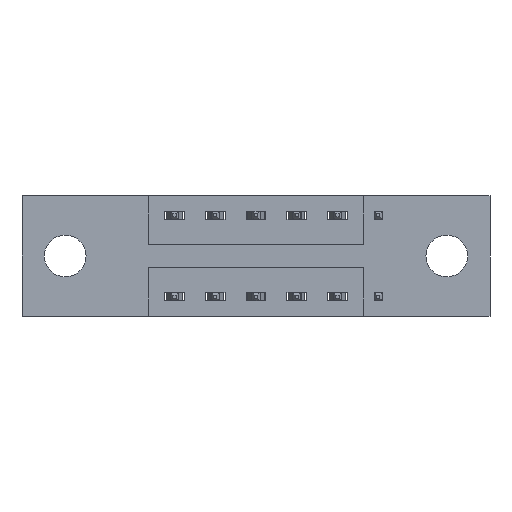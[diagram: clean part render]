
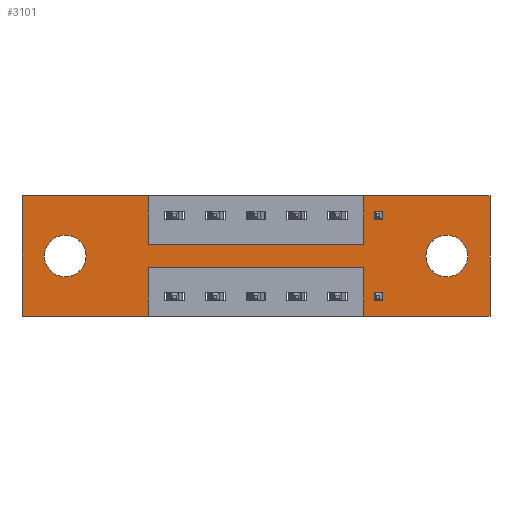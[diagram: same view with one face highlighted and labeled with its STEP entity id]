
A CAD part, front view. The second image highlights one B-rep face of the part: STEP entity #3101.
In plain terms, the highlighted planar face has unit normal (0, -1, 0).
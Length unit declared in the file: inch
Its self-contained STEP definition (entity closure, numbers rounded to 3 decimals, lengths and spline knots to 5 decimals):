
#122 = CARTESIAN_POINT ( 'NONE',  ( 0.3875, 0., -0.15 ) ) ;
#143 = VERTEX_POINT ( 'NONE', #122 ) ;
#215 = CARTESIAN_POINT ( 'NONE',  ( 1.0475, 0., -0.15 ) ) ;
#265 = DIRECTION ( 'NONE',  ( 0., 0., 1. ) ) ;
#280 = ORIENTED_EDGE ( 'NONE', *, *, #6776, .T. ) ;
#372 = VECTOR ( 'NONE', #3378, 39.37008 ) ;
#612 = ORIENTED_EDGE ( 'NONE', *, *, #6689, .F. ) ;
#657 = AXIS2_PLACEMENT_3D ( 'NONE', #4400, #2567, #5829 ) ;
#681 = VECTOR ( 'NONE', #6570, 39.37008 ) ;
#691 = ORIENTED_EDGE ( 'NONE', *, *, #1788, .F. ) ;
#778 = CARTESIAN_POINT ( 'NONE',  ( 0., 0., -0.37 ) ) ;
#828 = ORIENTED_EDGE ( 'NONE', *, *, #6058, .T. ) ;
#865 = LINE ( 'NONE', #4656, #1772 ) ;
#866 = CARTESIAN_POINT ( 'NONE',  ( 1.0475, 0., -0.37 ) ) ;
#896 = EDGE_CURVE ( 'NONE', #3352, #4433, #4774, .T. ) ;
#1012 = VERTEX_POINT ( 'NONE', #5045 ) ;
#1054 = EDGE_CURVE ( 'NONE', #2327, #2744, #1181, .T. ) ;
#1083 = AXIS2_PLACEMENT_3D ( 'NONE', #7763, #2091, #2180 ) ;
#1088 = CARTESIAN_POINT ( 'NONE',  ( 1.435, 0., -0.37 ) ) ;
#1181 = LINE ( 'NONE', #1221, #2900 ) ;
#1221 = CARTESIAN_POINT ( 'NONE',  ( 0.3875, 0., -0.22 ) ) ;
#1264 = LINE ( 'NONE', #3838, #6052 ) ;
#1278 = CARTESIAN_POINT ( 'NONE',  ( 0.1325, 0., -0.249 ) ) ;
#1297 = CARTESIAN_POINT ( 'NONE',  ( 1.3025, 0., -0.185 ) ) ;
#1300 = VERTEX_POINT ( 'NONE', #5577 ) ;
#1393 = CARTESIAN_POINT ( 'NONE',  ( 1.0475, 0., -0.37 ) ) ;
#1455 = CARTESIAN_POINT ( 'NONE',  ( 1.3025, 0., -0.121 ) ) ;
#1564 = AXIS2_PLACEMENT_3D ( 'NONE', #1297, #3794, #2134 ) ;
#1575 = VECTOR ( 'NONE', #8079, 39.37008 ) ;
#1716 = PLANE ( 'NONE',  #2114 ) ;
#1772 = VECTOR ( 'NONE', #3426, 39.37008 ) ;
#1788 = EDGE_CURVE ( 'NONE', #2744, #7921, #3602, .T. ) ;
#1851 = EDGE_CURVE ( 'NONE', #6279, #2327, #6660, .T. ) ;
#1865 = CARTESIAN_POINT ( 'NONE',  ( 1.0475, 0., -0.22 ) ) ;
#1964 = ORIENTED_EDGE ( 'NONE', *, *, #2960, .T. ) ;
#2006 = DIRECTION ( 'NONE',  ( 1., 0., 0. ) ) ;
#2021 = VECTOR ( 'NONE', #3150, 39.37008 ) ;
#2030 = VERTEX_POINT ( 'NONE', #1278 ) ;
#2066 = ORIENTED_EDGE ( 'NONE', *, *, #8038, .F. ) ;
#2091 = DIRECTION ( 'NONE',  ( 0., 1., 0. ) ) ;
#2114 = AXIS2_PLACEMENT_3D ( 'NONE', #2312, #4913, #7310 ) ;
#2134 = DIRECTION ( 'NONE',  ( 0., 0., -1. ) ) ;
#2180 = DIRECTION ( 'NONE',  ( 0., 0., -1. ) ) ;
#2312 = CARTESIAN_POINT ( 'NONE',  ( 0., 0., -0.37 ) ) ;
#2327 = VERTEX_POINT ( 'NONE', #1865 ) ;
#2371 = ORIENTED_EDGE ( 'NONE', *, *, #1851, .F. ) ;
#2376 = LINE ( 'NONE', #3640, #4023 ) ;
#2448 = CARTESIAN_POINT ( 'NONE',  ( 0.3875, 0., -0.22 ) ) ;
#2567 = DIRECTION ( 'NONE',  ( 0., 1., 0. ) ) ;
#2744 = VERTEX_POINT ( 'NONE', #2448 ) ;
#2900 = VECTOR ( 'NONE', #4480, 39.37008 ) ;
#2913 = EDGE_CURVE ( 'NONE', #5293, #143, #5324, .T. ) ;
#2956 = VECTOR ( 'NONE', #2006, 39.37008 ) ;
#2960 = EDGE_CURVE ( 'NONE', #5356, #1012, #4827, .T. ) ;
#3020 = VECTOR ( 'NONE', #4529, 39.37008 ) ;
#3060 = ORIENTED_EDGE ( 'NONE', *, *, #2913, .F. ) ;
#3101 = ADVANCED_FACE ( 'NONE', ( #6190, #6823, #8081 ), #1716, .T. ) ;
#3150 = DIRECTION ( 'NONE',  ( 0., 0., -1. ) ) ;
#3177 = EDGE_LOOP ( 'NONE', ( #1964, #280 ) ) ;
#3199 = AXIS2_PLACEMENT_3D ( 'NONE', #4126, #3459, #265 ) ;
#3268 = CARTESIAN_POINT ( 'NONE',  ( 0., 0., 0. ) ) ;
#3352 = VERTEX_POINT ( 'NONE', #4556 ) ;
#3366 = ORIENTED_EDGE ( 'NONE', *, *, #4802, .T. ) ;
#3378 = DIRECTION ( 'NONE',  ( 1., 0., 0. ) ) ;
#3426 = DIRECTION ( 'NONE',  ( -1., 0., 0. ) ) ;
#3459 = DIRECTION ( 'NONE',  ( 0., 1., 0. ) ) ;
#3558 = VERTEX_POINT ( 'NONE', #215 ) ;
#3602 = LINE ( 'NONE', #4096, #1575 ) ;
#3617 = ORIENTED_EDGE ( 'NONE', *, *, #3641, .F. ) ;
#3640 = CARTESIAN_POINT ( 'NONE',  ( 1.0475, 0., 0. ) ) ;
#3641 = EDGE_CURVE ( 'NONE', #3558, #3352, #2376, .T. ) ;
#3737 = CARTESIAN_POINT ( 'NONE',  ( 0.3875, 0., -0.37 ) ) ;
#3794 = DIRECTION ( 'NONE',  ( 0., 1., 0. ) ) ;
#3838 = CARTESIAN_POINT ( 'NONE',  ( 0., 0., 0. ) ) ;
#3921 = LINE ( 'NONE', #3268, #7768 ) ;
#4023 = VECTOR ( 'NONE', #5016, 39.37008 ) ;
#4096 = CARTESIAN_POINT ( 'NONE',  ( 0.3875, 0., -0.37 ) ) ;
#4126 = CARTESIAN_POINT ( 'NONE',  ( 0.1325, 0., -0.185 ) ) ;
#4299 = EDGE_CURVE ( 'NONE', #7959, #7054, #1264, .T. ) ;
#4314 = CARTESIAN_POINT ( 'NONE',  ( 0., 0., 0. ) ) ;
#4349 = EDGE_LOOP ( 'NONE', ( #691, #5822, #2371, #2066, #6023, #6141, #3617, #612, #3060, #7902, #4758, #7197 ) ) ;
#4400 = CARTESIAN_POINT ( 'NONE',  ( 0.1325, 0., -0.185 ) ) ;
#4433 = VERTEX_POINT ( 'NONE', #7869 ) ;
#4480 = DIRECTION ( 'NONE',  ( -1., 0., 0. ) ) ;
#4529 = DIRECTION ( 'NONE',  ( 0., 0., -1. ) ) ;
#4533 = VECTOR ( 'NONE', #6031, 39.37008 ) ;
#4556 = CARTESIAN_POINT ( 'NONE',  ( 1.0475, 0., 0. ) ) ;
#4633 = CARTESIAN_POINT ( 'NONE',  ( 0., 0., 0. ) ) ;
#4656 = CARTESIAN_POINT ( 'NONE',  ( 0., 0., -0.37 ) ) ;
#4758 = ORIENTED_EDGE ( 'NONE', *, *, #4299, .F. ) ;
#4774 = LINE ( 'NONE', #4314, #372 ) ;
#4802 = EDGE_CURVE ( 'NONE', #2030, #1300, #5002, .T. ) ;
#4827 = CIRCLE ( 'NONE', #1564, 0.064 ) ;
#4913 = DIRECTION ( 'NONE',  ( 0., -1., 0. ) ) ;
#5002 = CIRCLE ( 'NONE', #657, 0.064 ) ;
#5016 = DIRECTION ( 'NONE',  ( 0., 0., 1. ) ) ;
#5045 = CARTESIAN_POINT ( 'NONE',  ( 1.3025, 0., -0.249 ) ) ;
#5278 = CARTESIAN_POINT ( 'NONE',  ( 0.3875, 0., -0.15 ) ) ;
#5281 = CARTESIAN_POINT ( 'NONE',  ( 0., 0., -0.37 ) ) ;
#5293 = VERTEX_POINT ( 'NONE', #7859 ) ;
#5324 = LINE ( 'NONE', #7860, #3020 ) ;
#5356 = VERTEX_POINT ( 'NONE', #1455 ) ;
#5357 = EDGE_CURVE ( 'NONE', #7054, #5293, #3921, .T. ) ;
#5363 = DIRECTION ( 'NONE',  ( 1., 0., 0. ) ) ;
#5500 = VERTEX_POINT ( 'NONE', #1088 ) ;
#5541 = CIRCLE ( 'NONE', #1083, 0.064 ) ;
#5577 = CARTESIAN_POINT ( 'NONE',  ( 0.1325, 0., -0.121 ) ) ;
#5708 = LINE ( 'NONE', #7021, #2021 ) ;
#5822 = ORIENTED_EDGE ( 'NONE', *, *, #1054, .F. ) ;
#5829 = DIRECTION ( 'NONE',  ( 0., 0., 1. ) ) ;
#5903 = LINE ( 'NONE', #5278, #2956 ) ;
#6023 = ORIENTED_EDGE ( 'NONE', *, *, #7390, .F. ) ;
#6031 = DIRECTION ( 'NONE',  ( 0., 0., 1. ) ) ;
#6052 = VECTOR ( 'NONE', #6417, 39.37008 ) ;
#6058 = EDGE_CURVE ( 'NONE', #1300, #2030, #6591, .T. ) ;
#6141 = ORIENTED_EDGE ( 'NONE', *, *, #896, .F. ) ;
#6190 = FACE_BOUND ( 'NONE', #3177, .T. ) ;
#6279 = VERTEX_POINT ( 'NONE', #1393 ) ;
#6417 = DIRECTION ( 'NONE',  ( 0., 0., 1. ) ) ;
#6570 = DIRECTION ( 'NONE',  ( -1., 0., 0. ) ) ;
#6591 = CIRCLE ( 'NONE', #3199, 0.064 ) ;
#6597 = EDGE_LOOP ( 'NONE', ( #828, #3366 ) ) ;
#6660 = LINE ( 'NONE', #866, #4533 ) ;
#6689 = EDGE_CURVE ( 'NONE', #143, #3558, #5903, .T. ) ;
#6776 = EDGE_CURVE ( 'NONE', #1012, #5356, #5541, .T. ) ;
#6823 = FACE_BOUND ( 'NONE', #6597, .T. ) ;
#7021 = CARTESIAN_POINT ( 'NONE',  ( 1.435, 0., 0. ) ) ;
#7054 = VERTEX_POINT ( 'NONE', #4633 ) ;
#7197 = ORIENTED_EDGE ( 'NONE', *, *, #8064, .F. ) ;
#7264 = LINE ( 'NONE', #778, #681 ) ;
#7310 = DIRECTION ( 'NONE',  ( 0., 0., -1. ) ) ;
#7390 = EDGE_CURVE ( 'NONE', #4433, #5500, #5708, .T. ) ;
#7763 = CARTESIAN_POINT ( 'NONE',  ( 1.3025, 0., -0.185 ) ) ;
#7768 = VECTOR ( 'NONE', #5363, 39.37008 ) ;
#7859 = CARTESIAN_POINT ( 'NONE',  ( 0.3875, 0., 0. ) ) ;
#7860 = CARTESIAN_POINT ( 'NONE',  ( 0.3875, 0., 0. ) ) ;
#7869 = CARTESIAN_POINT ( 'NONE',  ( 1.435, 0., 0. ) ) ;
#7902 = ORIENTED_EDGE ( 'NONE', *, *, #5357, .F. ) ;
#7921 = VERTEX_POINT ( 'NONE', #3737 ) ;
#7959 = VERTEX_POINT ( 'NONE', #5281 ) ;
#8038 = EDGE_CURVE ( 'NONE', #5500, #6279, #7264, .T. ) ;
#8064 = EDGE_CURVE ( 'NONE', #7921, #7959, #865, .T. ) ;
#8079 = DIRECTION ( 'NONE',  ( 0., 0., -1. ) ) ;
#8081 = FACE_OUTER_BOUND ( 'NONE', #4349, .T. ) ;
